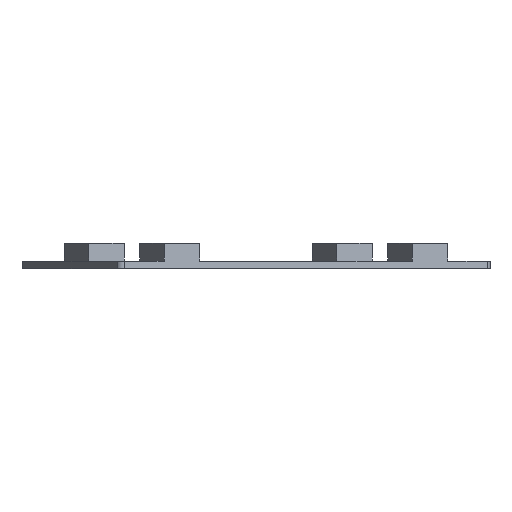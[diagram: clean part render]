
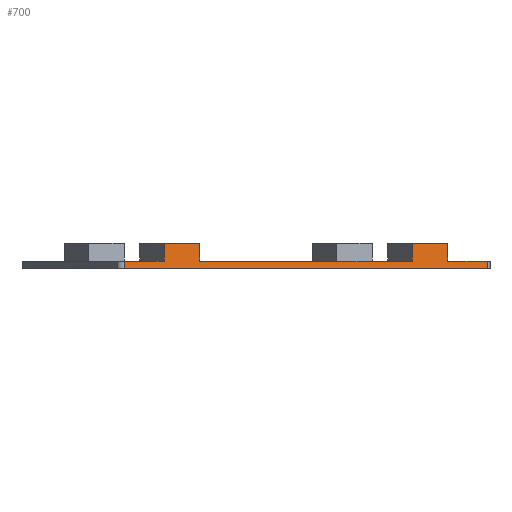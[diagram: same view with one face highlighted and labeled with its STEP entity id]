
A CAD part, left-side view. The second image highlights one B-rep face of the part: STEP entity #700.
In plain terms, the highlighted planar face has unit normal (-0.866, -0.5, 0).
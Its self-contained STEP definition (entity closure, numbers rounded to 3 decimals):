
#50=PLANE('',#772);
#84=FACE_OUTER_BOUND('',#122,.T.);
#122=EDGE_LOOP('',(#601,#602,#603,#604,#605,#606,#607,#608,#609,#610,#611,
#612));
#151=LINE('',#1006,#223);
#159=LINE('',#1021,#231);
#160=LINE('',#1023,#232);
#176=LINE('',#1061,#248);
#181=LINE('',#1072,#253);
#184=LINE('',#1081,#256);
#189=LINE('',#1111,#261);
#204=LINE('',#1152,#276);
#205=LINE('',#1154,#277);
#206=LINE('',#1155,#278);
#207=LINE('',#1156,#279);
#208=LINE('',#1157,#280);
#223=VECTOR('',#813,10.);
#231=VECTOR('',#825,10.);
#232=VECTOR('',#828,10.);
#248=VECTOR('',#860,10.);
#253=VECTOR('',#869,10.);
#256=VECTOR('',#880,10.);
#261=VECTOR('',#913,10.);
#276=VECTOR('',#954,10.);
#277=VECTOR('',#957,10.);
#278=VECTOR('',#958,10.);
#279=VECTOR('',#959,10.);
#280=VECTOR('',#960,10.);
#317=VERTEX_POINT('',#1002);
#319=VERTEX_POINT('',#1005);
#323=VERTEX_POINT('',#1017);
#324=VERTEX_POINT('',#1019);
#336=VERTEX_POINT('',#1055);
#338=VERTEX_POINT('',#1059);
#341=VERTEX_POINT('',#1069);
#342=VERTEX_POINT('',#1071);
#354=VERTEX_POINT('',#1108);
#355=VERTEX_POINT('',#1110);
#367=VERTEX_POINT('',#1148);
#368=VERTEX_POINT('',#1150);
#387=EDGE_CURVE('',#317,#319,#151,.T.);
#395=EDGE_CURVE('',#323,#324,#159,.T.);
#396=EDGE_CURVE('',#319,#324,#160,.T.);
#414=EDGE_CURVE('',#336,#338,#176,.T.);
#419=EDGE_CURVE('',#341,#342,#181,.T.);
#424=EDGE_CURVE('',#342,#338,#184,.T.);
#438=EDGE_CURVE('',#354,#355,#189,.T.);
#460=EDGE_CURVE('',#367,#368,#204,.T.);
#461=EDGE_CURVE('',#354,#367,#205,.T.);
#462=EDGE_CURVE('',#323,#368,#206,.T.);
#463=EDGE_CURVE('',#336,#317,#207,.T.);
#464=EDGE_CURVE('',#355,#341,#208,.T.);
#601=ORIENTED_EDGE('',*,*,#461,.T.);
#602=ORIENTED_EDGE('',*,*,#460,.T.);
#603=ORIENTED_EDGE('',*,*,#462,.F.);
#604=ORIENTED_EDGE('',*,*,#395,.T.);
#605=ORIENTED_EDGE('',*,*,#396,.F.);
#606=ORIENTED_EDGE('',*,*,#387,.F.);
#607=ORIENTED_EDGE('',*,*,#463,.F.);
#608=ORIENTED_EDGE('',*,*,#414,.T.);
#609=ORIENTED_EDGE('',*,*,#424,.F.);
#610=ORIENTED_EDGE('',*,*,#419,.F.);
#611=ORIENTED_EDGE('',*,*,#464,.F.);
#612=ORIENTED_EDGE('',*,*,#438,.F.);
#700=ADVANCED_FACE('',(#84),#50,.T.);
#772=AXIS2_PLACEMENT_3D('',#1153,#955,#956);
#813=DIRECTION('',(0.,0.,1.));
#825=DIRECTION('',(0.,0.,1.));
#828=DIRECTION('',(0.5,-0.866,0.));
#860=DIRECTION('',(0.,0.,1.));
#869=DIRECTION('',(0.,0.,1.));
#880=DIRECTION('',(0.5,-0.866,0.));
#913=DIRECTION('',(0.,0.,1.));
#954=DIRECTION('',(0.,0.,1.));
#955=DIRECTION('center_axis',(-0.866,-0.5,0.));
#956=DIRECTION('ref_axis',(0.5,-0.866,0.));
#957=DIRECTION('',(0.5,-0.866,0.));
#958=DIRECTION('',(0.5,-0.866,0.));
#959=DIRECTION('',(0.5,-0.866,0.));
#960=DIRECTION('',(0.5,-0.866,0.));
#1002=CARTESIAN_POINT('',(50.895,25.594,121.5));
#1005=CARTESIAN_POINT('',(50.895,25.594,125.));
#1006=CARTESIAN_POINT('',(50.895,25.594,120.));
#1017=CARTESIAN_POINT('',(54.895,18.665,121.5));
#1019=CARTESIAN_POINT('',(54.895,18.665,125.));
#1021=CARTESIAN_POINT('',(54.895,18.665,120.));
#1023=CARTESIAN_POINT('',(50.895,25.594,125.));
#1055=CARTESIAN_POINT('',(26.895,67.163,121.5));
#1059=CARTESIAN_POINT('',(26.895,67.163,125.));
#1061=CARTESIAN_POINT('',(26.895,67.163,120.));
#1069=CARTESIAN_POINT('',(22.895,74.091,121.5));
#1071=CARTESIAN_POINT('',(22.895,74.091,125.));
#1072=CARTESIAN_POINT('',(22.895,74.091,120.));
#1081=CARTESIAN_POINT('',(26.895,67.163,125.));
#1108=CARTESIAN_POINT('',(18.395,81.885,120.));
#1110=CARTESIAN_POINT('',(18.395,81.885,121.5));
#1111=CARTESIAN_POINT('',(18.395,81.885,120.));
#1148=CARTESIAN_POINT('',(59.395,10.871,120.));
#1150=CARTESIAN_POINT('',(59.395,10.871,121.5));
#1152=CARTESIAN_POINT('',(59.395,10.871,120.));
#1153=CARTESIAN_POINT('Origin',(26.895,67.163,120.));
#1154=CARTESIAN_POINT('',(18.395,81.885,120.));
#1155=CARTESIAN_POINT('',(18.395,81.885,121.5));
#1156=CARTESIAN_POINT('',(18.395,81.885,121.5));
#1157=CARTESIAN_POINT('',(18.395,81.885,121.5));
